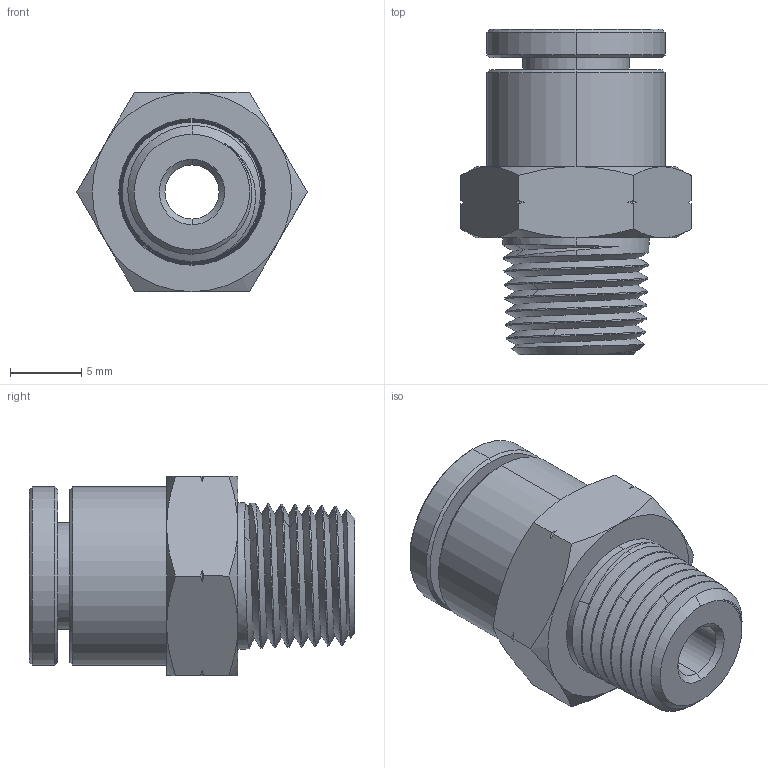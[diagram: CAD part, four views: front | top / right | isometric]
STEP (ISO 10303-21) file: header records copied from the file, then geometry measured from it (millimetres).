
FILE_DESCRIPTION (( 'STEP AP203' ), '1' );
FILE_NAME ('MCS3-16N1-8W.STEP', '2016-10-20T19:11:35', ( '' ), ( '' ), 'SwSTEP 2.0', 'SolidWorks 2016', '' );
FILE_SCHEMA (( 'CONFIG_CONTROL_DESIGN' ));
Length unit declared in the file: millimetre
Products named in the file (1): MCS3-16N1-8W
Bounding box: 16.17 x 22.84 x 14 mm (x, y, z)
Volume: 1954.3 mm3; surface area: 3194.1 mm2
Topology: 6 solids, 6 shells, 357 faces, 967 edges, 627 vertices
Faces by surface type: cone 153, plane 115, cylinder 60, bspline 29
Entity records: 42413 total; most frequent: CARTESIAN_POINT 33996, ORIENTED_EDGE 1934, DIRECTION 1511, EDGE_CURVE 967, AXIS2_PLACEMENT_3D 632, VERTEX_POINT 627, B_SPLINE_CURVE_WITH_KNOTS 417, EDGE_LOOP 374
